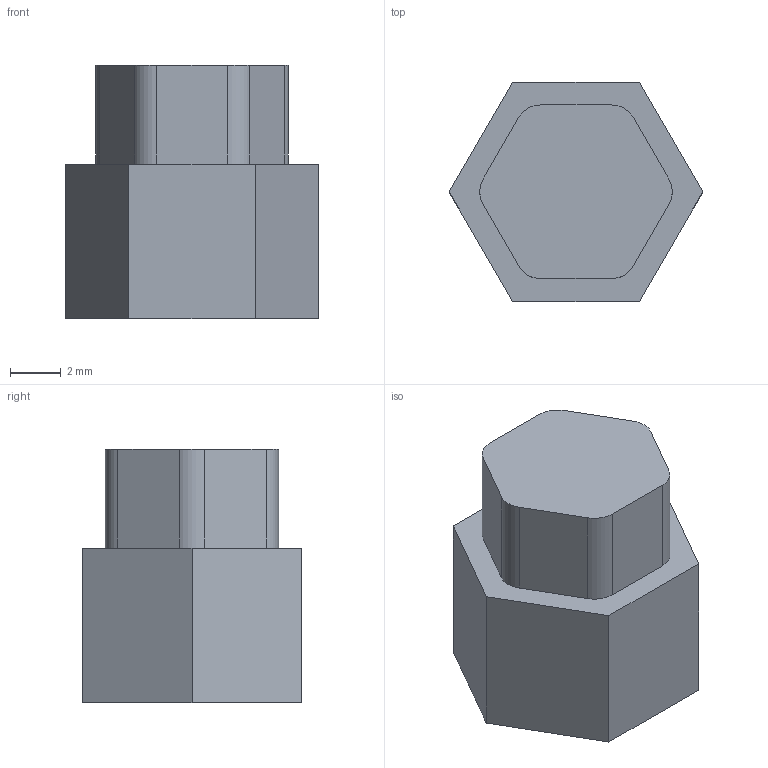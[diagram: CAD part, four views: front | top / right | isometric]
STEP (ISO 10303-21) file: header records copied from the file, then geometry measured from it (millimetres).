
FILE_DESCRIPTION(('FreeCAD Model'),'2;1');
FILE_NAME('Open CASCADE Shape Model','2023-10-31T17:45:11',(''),(''), 'Open CASCADE STEP processor 7.6','FreeCAD','Unknown');
FILE_SCHEMA(('AUTOMOTIVE_DESIGN { 1 0 10303 214 1 1 1 1 }'));
Length unit declared in the file: millimetre
Products named in the file (1): Body
Bounding box: 10 x 8.66 x 10 mm (x, y, z)
Volume: 519.3 mm3; surface area: 445 mm2
Topology: 1 solids, 1 shells, 23 faces, 57 edges, 38 vertices
Faces by surface type: plane 16, cylinder 7
Full cylindrical faces by diameter (mm): 3.2 x1
Entity records: 707 total; most frequent: CARTESIAN_POINT 119, DIRECTION 119, ORIENTED_EDGE 114, EDGE_CURVE 57, LINE 43, VECTOR 43, AXIS2_PLACEMENT_3D 38, VERTEX_POINT 38
